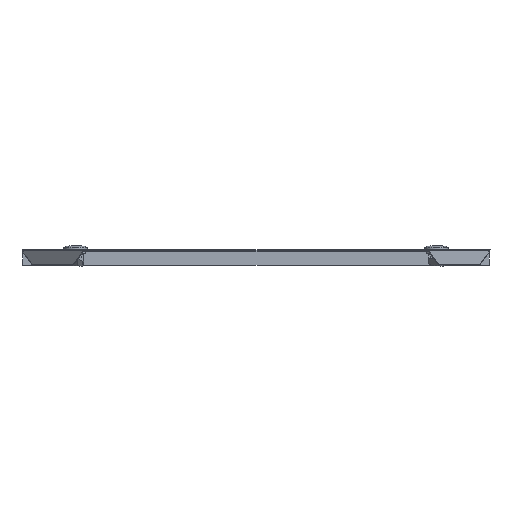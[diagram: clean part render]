
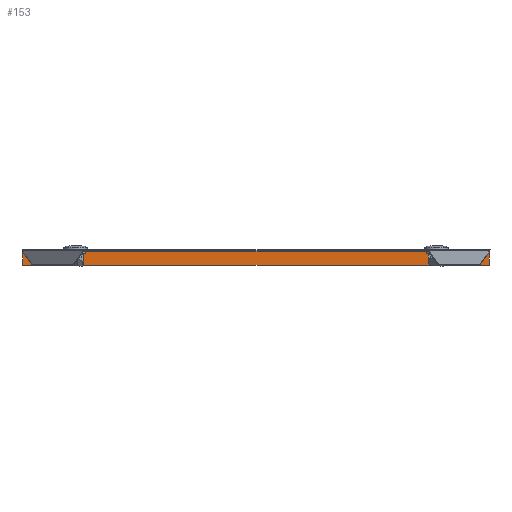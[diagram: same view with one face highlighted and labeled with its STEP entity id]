
A CAD part, top view. The second image highlights one B-rep face of the part: STEP entity #153.
In plain terms, the highlighted planar face has unit normal (0, 0, 1).
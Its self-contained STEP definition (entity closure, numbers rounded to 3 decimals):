
#27 = DIRECTION ( 'NONE',  ( 0., -1., 0. ) ) ;
#78 = DIRECTION ( 'NONE',  ( 0., 1., 0. ) ) ;
#79 = CARTESIAN_POINT ( 'NONE',  ( -200., 169.599, -170.4 ) ) ;
#150 = EDGE_CURVE ( 'NONE', #311, #203, #1809, .T. ) ;
#153 = ADVANCED_FACE ( 'NONE', ( #1144 ), #2197, .T. ) ;
#203 = VERTEX_POINT ( 'NONE', #1101 ) ;
#207 = DIRECTION ( 'NONE',  ( 0., -1., 0. ) ) ;
#245 = CARTESIAN_POINT ( 'NONE',  ( 200., -2., -170.4 ) ) ;
#259 = LINE ( 'NONE', #1787, #295 ) ;
#295 = VECTOR ( 'NONE', #27, 1000. ) ;
#311 = VERTEX_POINT ( 'NONE', #2676 ) ;
#393 = EDGE_CURVE ( 'NONE', #203, #2511, #1696, .T. ) ;
#436 = VECTOR ( 'NONE', #1521, 1000. ) ;
#535 = LINE ( 'NONE', #1953, #436 ) ;
#612 = CARTESIAN_POINT ( 'NONE',  ( -200., -1., -170.4 ) ) ;
#646 = DIRECTION ( 'NONE',  ( 0., 1., 0. ) ) ;
#806 = EDGE_LOOP ( 'NONE', ( #1292, #2429, #1216, #975, #2805, #2776 ) ) ;
#920 = AXIS2_PLACEMENT_3D ( 'NONE', #1308, #1091, #207 ) ;
#921 = DIRECTION ( 'NONE',  ( 0., 1., 0. ) ) ;
#975 = ORIENTED_EDGE ( 'NONE', *, *, #393, .F. ) ;
#1091 = DIRECTION ( 'NONE',  ( 0., 0., 1. ) ) ;
#1101 = CARTESIAN_POINT ( 'NONE',  ( -200., -2., -170.4 ) ) ;
#1115 = CARTESIAN_POINT ( 'NONE',  ( 200., -13.001, -170.4 ) ) ;
#1144 = FACE_OUTER_BOUND ( 'NONE', #806, .T. ) ;
#1216 = ORIENTED_EDGE ( 'NONE', *, *, #2130, .T. ) ;
#1290 = VERTEX_POINT ( 'NONE', #1381 ) ;
#1292 = ORIENTED_EDGE ( 'NONE', *, *, #2564, .F. ) ;
#1308 = CARTESIAN_POINT ( 'NONE',  ( 0., 169.599, -170.4 ) ) ;
#1381 = CARTESIAN_POINT ( 'NONE',  ( 200., -1., -170.4 ) ) ;
#1490 = VECTOR ( 'NONE', #921, 1000. ) ;
#1521 = DIRECTION ( 'NONE',  ( -1., 0., 0. ) ) ;
#1696 = LINE ( 'NONE', #79, #1490 ) ;
#1749 = DIRECTION ( 'NONE',  ( -1., 0., 0. ) ) ;
#1787 = CARTESIAN_POINT ( 'NONE',  ( 200., 316.957, -170.4 ) ) ;
#1809 = LINE ( 'NONE', #2835, #2319 ) ;
#1829 = VECTOR ( 'NONE', #78, 1000. ) ;
#1864 = LINE ( 'NONE', #2523, #1829 ) ;
#1892 = VECTOR ( 'NONE', #1749, 1000. ) ;
#1953 = CARTESIAN_POINT ( 'NONE',  ( 0., -1., -170.4 ) ) ;
#1989 = CARTESIAN_POINT ( 'NONE',  ( -200., -13.001, -170.4 ) ) ;
#2130 = EDGE_CURVE ( 'NONE', #1290, #2511, #535, .T. ) ;
#2197 = PLANE ( 'NONE',  #920 ) ;
#2263 = VERTEX_POINT ( 'NONE', #245 ) ;
#2319 = VECTOR ( 'NONE', #646, 1000. ) ;
#2429 = ORIENTED_EDGE ( 'NONE', *, *, #2721, .T. ) ;
#2448 = EDGE_CURVE ( 'NONE', #2504, #311, #2697, .T. ) ;
#2504 = VERTEX_POINT ( 'NONE', #1115 ) ;
#2511 = VERTEX_POINT ( 'NONE', #612 ) ;
#2523 = CARTESIAN_POINT ( 'NONE',  ( 200., -2., -170.4 ) ) ;
#2564 = EDGE_CURVE ( 'NONE', #2263, #2504, #259, .T. ) ;
#2676 = CARTESIAN_POINT ( 'NONE',  ( -200., -13.001, -170.4 ) ) ;
#2697 = LINE ( 'NONE', #1989, #1892 ) ;
#2721 = EDGE_CURVE ( 'NONE', #2263, #1290, #1864, .T. ) ;
#2776 = ORIENTED_EDGE ( 'NONE', *, *, #2448, .F. ) ;
#2805 = ORIENTED_EDGE ( 'NONE', *, *, #150, .F. ) ;
#2835 = CARTESIAN_POINT ( 'NONE',  ( -200., 316.957, -170.4 ) ) ;
